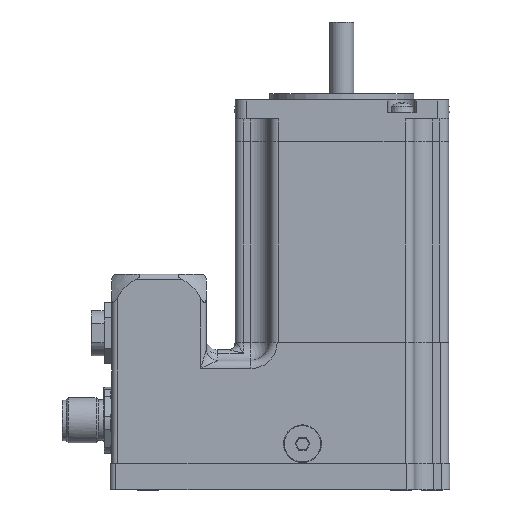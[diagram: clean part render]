
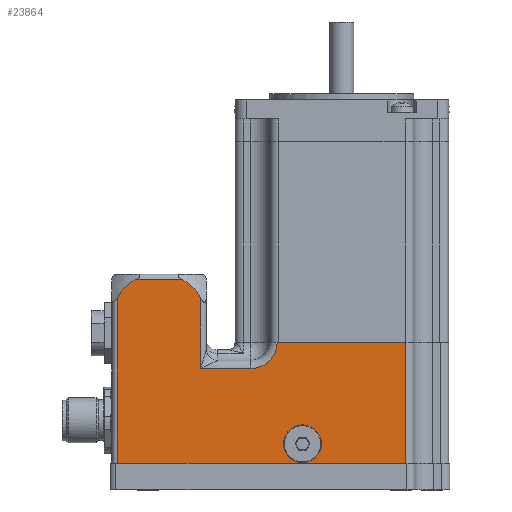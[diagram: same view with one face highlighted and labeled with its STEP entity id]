
A CAD part, left-side view. The second image highlights one B-rep face of the part: STEP entity #23864.
In plain terms, the highlighted planar face has unit normal (-1, 0, 0).
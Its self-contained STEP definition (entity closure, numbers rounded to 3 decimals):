
#667=FACE_BOUND('',#3311,.T.);
#1799=FACE_OUTER_BOUND('',#3310,.T.);
#3310=EDGE_LOOP('',(#17156,#17157,#17158,#17159,#17160,#17161,#17162,#17163,
#17164,#17165));
#3311=EDGE_LOOP('',(#17166));
#4837=CIRCLE('',#25407,2.459);
#4994=CIRCLE('',#25680,12.);
#5000=CIRCLE('',#25693,12.);
#5018=CIRCLE('',#25730,6.917);
#6212=LINE('',#36797,#8071);
#6214=LINE('',#36820,#8073);
#6288=LINE('',#37260,#8147);
#6298=LINE('',#37379,#8157);
#6300=LINE('',#37383,#8159);
#6316=LINE('',#37440,#8175);
#6317=LINE('',#37442,#8176);
#8071=VECTOR('',#29277,13.3);
#8073=VECTOR('',#29283,18.726);
#8147=VECTOR('',#29637,12.619);
#8157=VECTOR('',#29679,76.1);
#8159=VECTOR('',#29685,43.809);
#8175=VECTOR('',#29743,32.);
#8176=VECTOR('',#29744,33.883);
#9965=VERTEX_POINT('',#36215);
#10089=VERTEX_POINT('',#36579);
#10118=VERTEX_POINT('',#36796);
#10120=VERTEX_POINT('',#36802);
#10209=VERTEX_POINT('',#37142);
#10217=VERTEX_POINT('',#37240);
#10220=VERTEX_POINT('',#37284);
#10235=VERTEX_POINT('',#37376);
#10236=VERTEX_POINT('',#37378);
#10256=VERTEX_POINT('',#37439);
#10257=VERTEX_POINT('',#37441);
#12453=EDGE_CURVE('',#9965,#9965,#4837,.T.);
#12653=EDGE_CURVE('',#10089,#10118,#6212,.T.);
#12657=EDGE_CURVE('',#10120,#10089,#6214,.T.);
#12791=EDGE_CURVE('',#10209,#10120,#4994,.T.);
#12805=EDGE_CURVE('',#10217,#10209,#6288,.T.);
#12809=EDGE_CURVE('',#10220,#10217,#5000,.T.);
#12829=EDGE_CURVE('',#10235,#10236,#6298,.T.);
#12832=EDGE_CURVE('',#10236,#10220,#6300,.T.);
#12856=EDGE_CURVE('',#10256,#10235,#6316,.T.);
#12857=EDGE_CURVE('',#10257,#10256,#6317,.T.);
#12858=EDGE_CURVE('',#10118,#10257,#5018,.T.);
#17156=ORIENTED_EDGE('',*,*,#12657,.F.);
#17157=ORIENTED_EDGE('',*,*,#12791,.F.);
#17158=ORIENTED_EDGE('',*,*,#12805,.F.);
#17159=ORIENTED_EDGE('',*,*,#12809,.F.);
#17160=ORIENTED_EDGE('',*,*,#12832,.F.);
#17161=ORIENTED_EDGE('',*,*,#12829,.F.);
#17162=ORIENTED_EDGE('',*,*,#12856,.F.);
#17163=ORIENTED_EDGE('',*,*,#12857,.F.);
#17164=ORIENTED_EDGE('',*,*,#12858,.F.);
#17165=ORIENTED_EDGE('',*,*,#12653,.F.);
#17166=ORIENTED_EDGE('',*,*,#12453,.T.);
#21996=PLANE('',#25729);
#23864=ADVANCED_FACE('',(#1799,#667),#21996,.T.);
#25407=AXIS2_PLACEMENT_3D('',#36216,#28895,#28896);
#25680=AXIS2_PLACEMENT_3D('',#37162,#29610,#29611);
#25693=AXIS2_PLACEMENT_3D('',#37302,#29642,#29643);
#25729=AXIS2_PLACEMENT_3D('',#37438,#29741,#29742);
#25730=AXIS2_PLACEMENT_3D('',#37443,#29745,#29746);
#28895=DIRECTION('center_axis',(1.,0.,0.));
#28896=DIRECTION('ref_axis',(0.,1.,0.));
#29277=DIRECTION('',(0.,-1.,0.));
#29283=DIRECTION('',(0.,0.,-1.));
#29610=DIRECTION('center_axis',(1.,0.,0.));
#29611=DIRECTION('ref_axis',(0.,1.,0.));
#29637=DIRECTION('',(0.,-1.,0.));
#29642=DIRECTION('center_axis',(1.,0.,0.));
#29643=DIRECTION('ref_axis',(0.,1.,0.));
#29679=DIRECTION('',(0.,1.,0.));
#29685=DIRECTION('',(0.,0.,1.));
#29741=DIRECTION('center_axis',(-1.,0.,0.));
#29742=DIRECTION('ref_axis',(0.,1.,0.));
#29743=DIRECTION('',(0.,0.,-1.));
#29744=DIRECTION('',(0.,-1.,0.));
#29745=DIRECTION('center_axis',(-1.,0.,0.));
#29746=DIRECTION('ref_axis',(0.,-0.707,-0.707));
#36215=CARTESIAN_POINT('',(-28.2,12.859,-86.1));
#36216=CARTESIAN_POINT('Origin',(-28.2,10.4,-86.1));
#36579=CARTESIAN_POINT('',(-28.2,37.3,-66.217));
#36796=CARTESIAN_POINT('',(-28.2,24.,-66.217));
#36797=CARTESIAN_POINT('',(-28.2,37.3,-66.217));
#36802=CARTESIAN_POINT('',(-28.2,37.3,-47.491));
#36820=CARTESIAN_POINT('',(-28.2,37.3,-47.491));
#37142=CARTESIAN_POINT('',(-28.2,41.991,-42.8));
#37162=CARTESIAN_POINT('Origin',(-28.2,47.8,-53.3));
#37240=CARTESIAN_POINT('',(-28.2,54.609,-42.8));
#37260=CARTESIAN_POINT('',(-28.2,54.609,-42.8));
#37284=CARTESIAN_POINT('',(-28.2,59.3,-47.491));
#37302=CARTESIAN_POINT('Origin',(-28.2,48.8,-53.3));
#37376=CARTESIAN_POINT('',(-28.2,-16.8,-91.3));
#37378=CARTESIAN_POINT('',(-28.2,59.3,-91.3));
#37379=CARTESIAN_POINT('',(-28.2,-16.8,-91.3));
#37383=CARTESIAN_POINT('',(-28.2,59.3,-91.3));
#37438=CARTESIAN_POINT('Origin',(-28.2,-19.,-59.3));
#37439=CARTESIAN_POINT('',(-28.2,-16.8,-59.3));
#37440=CARTESIAN_POINT('',(-28.2,-16.8,-59.3));
#37441=CARTESIAN_POINT('',(-28.2,17.083,-59.3));
#37442=CARTESIAN_POINT('',(-28.2,17.083,-59.3));
#37443=CARTESIAN_POINT('Origin',(-28.2,24.,-59.3));
